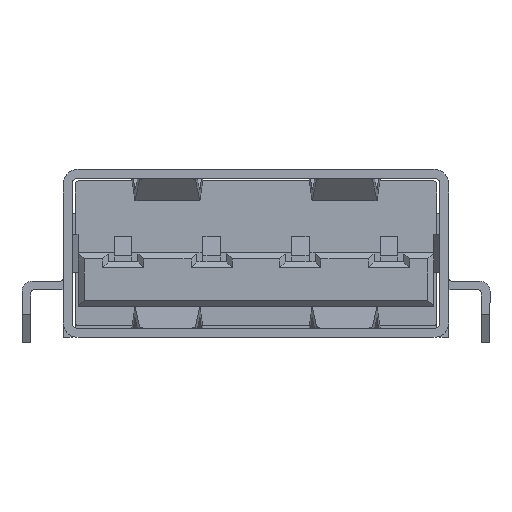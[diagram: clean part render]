
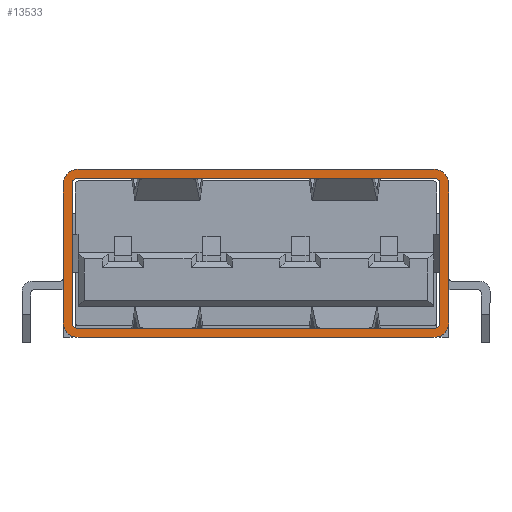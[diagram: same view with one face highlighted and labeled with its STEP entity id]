
A CAD part, front view. The second image highlights one B-rep face of the part: STEP entity #13533.
In plain terms, the highlighted planar face has unit normal (0, -1, 0).
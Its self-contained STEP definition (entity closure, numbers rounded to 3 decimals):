
#25 = FACE_OUTER_BOUND ( 'NONE', #2360, .T. ) ;
#188 = ORIENTED_EDGE ( 'NONE', *, *, #14149, .F. ) ;
#297 = ORIENTED_EDGE ( 'NONE', *, *, #10086, .T. ) ;
#354 = DIRECTION ( 'NONE',  ( 0., 0., -1. ) ) ;
#712 = EDGE_CURVE ( 'NONE', #10961, #15185, #6084, .T. ) ;
#794 = DIRECTION ( 'NONE',  ( 0., 0., -1. ) ) ;
#1069 = CARTESIAN_POINT ( 'NONE',  ( 6.225, -8.282, 3.58 ) ) ;
#1115 = VERTEX_POINT ( 'NONE', #15329 ) ;
#1524 = LINE ( 'NONE', #13368, #11344 ) ;
#1654 = VECTOR ( 'NONE', #9571, 1000. ) ;
#1706 = DIRECTION ( 'NONE',  ( 0., 0., 1. ) ) ;
#1898 = LINE ( 'NONE', #14564, #4554 ) ;
#2360 = EDGE_LOOP ( 'NONE', ( #19276, #11624, #19779, #15934, #297, #11047, #8999, #188 ) ) ;
#2608 = AXIS2_PLACEMENT_3D ( 'NONE', #11750, #16491, #9987 ) ;
#2718 = CARTESIAN_POINT ( 'NONE',  ( 6.525, -8.282, -1.12 ) ) ;
#2955 = CIRCLE ( 'NONE', #7587, 0.5 ) ;
#2958 = LINE ( 'NONE', #18407, #14686 ) ;
#3030 = ORIENTED_EDGE ( 'NONE', *, *, #13264, .T. ) ;
#3229 = VERTEX_POINT ( 'NONE', #17783 ) ;
#3721 = CARTESIAN_POINT ( 'NONE',  ( 6.225, -8.282, -1.12 ) ) ;
#4315 = ORIENTED_EDGE ( 'NONE', *, *, #18721, .T. ) ;
#4367 = DIRECTION ( 'NONE',  ( 0., 1., 0. ) ) ;
#4418 = ORIENTED_EDGE ( 'NONE', *, *, #10466, .T. ) ;
#4554 = VECTOR ( 'NONE', #354, 1000. ) ;
#4661 = EDGE_CURVE ( 'NONE', #10658, #14719, #17213, .T. ) ;
#4819 = DIRECTION ( 'NONE',  ( 0., -1., 0. ) ) ;
#4978 = CARTESIAN_POINT ( 'NONE',  ( 6.025, -8.282, -1.62 ) ) ;
#5009 = EDGE_LOOP ( 'NONE', ( #3030, #4315, #14960, #19060, #17336, #5110, #4418, #7789 ) ) ;
#5110 = ORIENTED_EDGE ( 'NONE', *, *, #9994, .T. ) ;
#5248 = LINE ( 'NONE', #19237, #10551 ) ;
#5412 = CIRCLE ( 'NONE', #10698, 0.2 ) ;
#5645 = AXIS2_PLACEMENT_3D ( 'NONE', #15041, #4367, #16584 ) ;
#5772 = VERTEX_POINT ( 'NONE', #3721 ) ;
#5897 = DIRECTION ( 'NONE',  ( -1., 0., 0. ) ) ;
#5975 = DIRECTION ( 'NONE',  ( -1., 0., 0. ) ) ;
#6084 = LINE ( 'NONE', #15386, #15246 ) ;
#6262 = DIRECTION ( 'NONE',  ( 0., 0., -1. ) ) ;
#6492 = VERTEX_POINT ( 'NONE', #11850 ) ;
#6641 = AXIS2_PLACEMENT_3D ( 'NONE', #15524, #10975, #18961 ) ;
#6949 = EDGE_CURVE ( 'NONE', #6492, #17031, #1524, .T. ) ;
#7334 = CIRCLE ( 'NONE', #12622, 0.2 ) ;
#7508 = CARTESIAN_POINT ( 'NONE',  ( -6.225, -8.282, -1.12 ) ) ;
#7587 = AXIS2_PLACEMENT_3D ( 'NONE', #17245, #18618, #6262 ) ;
#7591 = CIRCLE ( 'NONE', #2608, 0.2 ) ;
#7624 = DIRECTION ( 'NONE',  ( 1., 0., 0. ) ) ;
#7789 = ORIENTED_EDGE ( 'NONE', *, *, #13070, .T. ) ;
#8129 = CARTESIAN_POINT ( 'NONE',  ( 6.525, -8.282, -1.12 ) ) ;
#8176 = DIRECTION ( 'NONE',  ( 0., 0., -1. ) ) ;
#8228 = DIRECTION ( 'NONE',  ( 0., 0., 1. ) ) ;
#8325 = VERTEX_POINT ( 'NONE', #19642 ) ;
#8382 = CARTESIAN_POINT ( 'NONE',  ( 6.025, -8.282, 4.08 ) ) ;
#8383 = VECTOR ( 'NONE', #5897, 1000. ) ;
#8428 = DIRECTION ( 'NONE',  ( 0., 1., 0. ) ) ;
#8999 = ORIENTED_EDGE ( 'NONE', *, *, #10737, .T. ) ;
#9018 = CARTESIAN_POINT ( 'NONE',  ( -6.025, -8.282, -1.32 ) ) ;
#9571 = DIRECTION ( 'NONE',  ( 1., 0., 0. ) ) ;
#9618 = CIRCLE ( 'NONE', #5645, 0.5 ) ;
#9871 = EDGE_CURVE ( 'NONE', #10961, #17031, #19279, .T. ) ;
#9987 = DIRECTION ( 'NONE',  ( 0., 0., -1. ) ) ;
#9994 = EDGE_CURVE ( 'NONE', #5772, #17870, #12648, .T. ) ;
#10086 = EDGE_CURVE ( 'NONE', #15942, #14719, #17850, .T. ) ;
#10340 = AXIS2_PLACEMENT_3D ( 'NONE', #18488, #12270, #17335 ) ;
#10466 = EDGE_CURVE ( 'NONE', #17870, #15162, #12014, .T. ) ;
#10551 = VECTOR ( 'NONE', #1706, 1000. ) ;
#10616 = EDGE_CURVE ( 'NONE', #13633, #15680, #5412, .T. ) ;
#10658 = VERTEX_POINT ( 'NONE', #8382 ) ;
#10698 = AXIS2_PLACEMENT_3D ( 'NONE', #14385, #16023, #8176 ) ;
#10737 = EDGE_CURVE ( 'NONE', #10658, #8325, #2958, .T. ) ;
#10861 = AXIS2_PLACEMENT_3D ( 'NONE', #17859, #4819, #15985 ) ;
#10961 = VERTEX_POINT ( 'NONE', #19028 ) ;
#10975 = DIRECTION ( 'NONE',  ( 0., 1., 0. ) ) ;
#11047 = ORIENTED_EDGE ( 'NONE', *, *, #4661, .F. ) ;
#11212 = CARTESIAN_POINT ( 'NONE',  ( 6.025, -8.282, -1.12 ) ) ;
#11344 = VECTOR ( 'NONE', #17904, 1000. ) ;
#11430 = CARTESIAN_POINT ( 'NONE',  ( 6.025, -8.282, -1.32 ) ) ;
#11624 = ORIENTED_EDGE ( 'NONE', *, *, #9871, .F. ) ;
#11652 = CARTESIAN_POINT ( 'NONE',  ( 6.025, -8.282, 3.78 ) ) ;
#11750 = CARTESIAN_POINT ( 'NONE',  ( -6.025, -8.282, 3.58 ) ) ;
#11850 = CARTESIAN_POINT ( 'NONE',  ( -6.525, -8.282, 3.58 ) ) ;
#11991 = DIRECTION ( 'NONE',  ( 0., 1., 0. ) ) ;
#12014 = LINE ( 'NONE', #12116, #8383 ) ;
#12116 = CARTESIAN_POINT ( 'NONE',  ( 6.025, -8.282, -1.32 ) ) ;
#12270 = DIRECTION ( 'NONE',  ( 0., 1., 0. ) ) ;
#12622 = AXIS2_PLACEMENT_3D ( 'NONE', #13669, #11991, #794 ) ;
#12648 = CIRCLE ( 'NONE', #18626, 0.2 ) ;
#12988 = DIRECTION ( 'NONE',  ( 0., 0., -1. ) ) ;
#13001 = CARTESIAN_POINT ( 'NONE',  ( -6.525, -8.282, -1.12 ) ) ;
#13070 = EDGE_CURVE ( 'NONE', #15162, #17504, #7334, .T. ) ;
#13264 = EDGE_CURVE ( 'NONE', #17504, #3229, #5248, .T. ) ;
#13368 = CARTESIAN_POINT ( 'NONE',  ( -6.525, -8.282, -1.12 ) ) ;
#13533 = ADVANCED_FACE ( 'NONE', ( #14343, #25 ), #16093, .T. ) ;
#13633 = VERTEX_POINT ( 'NONE', #11652 ) ;
#13669 = CARTESIAN_POINT ( 'NONE',  ( -6.025, -8.282, -1.12 ) ) ;
#14059 = CARTESIAN_POINT ( 'NONE',  ( 6.025, -8.282, 3.78 ) ) ;
#14149 = EDGE_CURVE ( 'NONE', #6492, #8325, #2955, .T. ) ;
#14343 = FACE_BOUND ( 'NONE', #5009, .T. ) ;
#14385 = CARTESIAN_POINT ( 'NONE',  ( 6.025, -8.282, 3.58 ) ) ;
#14564 = CARTESIAN_POINT ( 'NONE',  ( 6.225, -8.282, -1.12 ) ) ;
#14686 = VECTOR ( 'NONE', #5975, 1000. ) ;
#14719 = VERTEX_POINT ( 'NONE', #20383 ) ;
#14960 = ORIENTED_EDGE ( 'NONE', *, *, #16437, .T. ) ;
#15041 = CARTESIAN_POINT ( 'NONE',  ( 6.025, -8.282, -1.12 ) ) ;
#15162 = VERTEX_POINT ( 'NONE', #9018 ) ;
#15185 = VERTEX_POINT ( 'NONE', #4978 ) ;
#15246 = VECTOR ( 'NONE', #7624, 1000. ) ;
#15329 = CARTESIAN_POINT ( 'NONE',  ( -6.025, -8.282, 3.78 ) ) ;
#15386 = CARTESIAN_POINT ( 'NONE',  ( 6.025, -8.282, -1.62 ) ) ;
#15524 = CARTESIAN_POINT ( 'NONE',  ( 6.025, -8.282, 3.58 ) ) ;
#15680 = VERTEX_POINT ( 'NONE', #1069 ) ;
#15934 = ORIENTED_EDGE ( 'NONE', *, *, #17302, .F. ) ;
#15942 = VERTEX_POINT ( 'NONE', #2718 ) ;
#15985 = DIRECTION ( 'NONE',  ( 0., 0., -1. ) ) ;
#16023 = DIRECTION ( 'NONE',  ( 0., 1., 0. ) ) ;
#16093 = PLANE ( 'NONE',  #10861 ) ;
#16437 = EDGE_CURVE ( 'NONE', #1115, #13633, #18818, .T. ) ;
#16491 = DIRECTION ( 'NONE',  ( 0., 1., 0. ) ) ;
#16584 = DIRECTION ( 'NONE',  ( 0., 0., -1. ) ) ;
#17031 = VERTEX_POINT ( 'NONE', #13001 ) ;
#17213 = CIRCLE ( 'NONE', #6641, 0.5 ) ;
#17245 = CARTESIAN_POINT ( 'NONE',  ( -6.025, -8.282, 3.58 ) ) ;
#17302 = EDGE_CURVE ( 'NONE', #15942, #15185, #9618, .T. ) ;
#17335 = DIRECTION ( 'NONE',  ( 0., 0., -1. ) ) ;
#17336 = ORIENTED_EDGE ( 'NONE', *, *, #19617, .T. ) ;
#17504 = VERTEX_POINT ( 'NONE', #7508 ) ;
#17783 = CARTESIAN_POINT ( 'NONE',  ( -6.225, -8.282, 3.58 ) ) ;
#17850 = LINE ( 'NONE', #8129, #18265 ) ;
#17859 = CARTESIAN_POINT ( 'NONE',  ( 6.025, -8.282, -1.12 ) ) ;
#17870 = VERTEX_POINT ( 'NONE', #11430 ) ;
#17904 = DIRECTION ( 'NONE',  ( 0., 0., -1. ) ) ;
#18265 = VECTOR ( 'NONE', #8228, 1000. ) ;
#18407 = CARTESIAN_POINT ( 'NONE',  ( -6.025, -8.282, 4.08 ) ) ;
#18488 = CARTESIAN_POINT ( 'NONE',  ( -6.025, -8.282, -1.12 ) ) ;
#18618 = DIRECTION ( 'NONE',  ( 0., 1., 0. ) ) ;
#18626 = AXIS2_PLACEMENT_3D ( 'NONE', #11212, #8428, #12988 ) ;
#18721 = EDGE_CURVE ( 'NONE', #3229, #1115, #7591, .T. ) ;
#18818 = LINE ( 'NONE', #14059, #1654 ) ;
#18961 = DIRECTION ( 'NONE',  ( 0., 0., -1. ) ) ;
#19028 = CARTESIAN_POINT ( 'NONE',  ( -6.025, -8.282, -1.62 ) ) ;
#19060 = ORIENTED_EDGE ( 'NONE', *, *, #10616, .T. ) ;
#19237 = CARTESIAN_POINT ( 'NONE',  ( -6.225, -8.282, -1.12 ) ) ;
#19276 = ORIENTED_EDGE ( 'NONE', *, *, #6949, .T. ) ;
#19279 = CIRCLE ( 'NONE', #10340, 0.5 ) ;
#19617 = EDGE_CURVE ( 'NONE', #15680, #5772, #1898, .T. ) ;
#19642 = CARTESIAN_POINT ( 'NONE',  ( -6.025, -8.282, 4.08 ) ) ;
#19779 = ORIENTED_EDGE ( 'NONE', *, *, #712, .T. ) ;
#20383 = CARTESIAN_POINT ( 'NONE',  ( 6.525, -8.282, 3.58 ) ) ;
